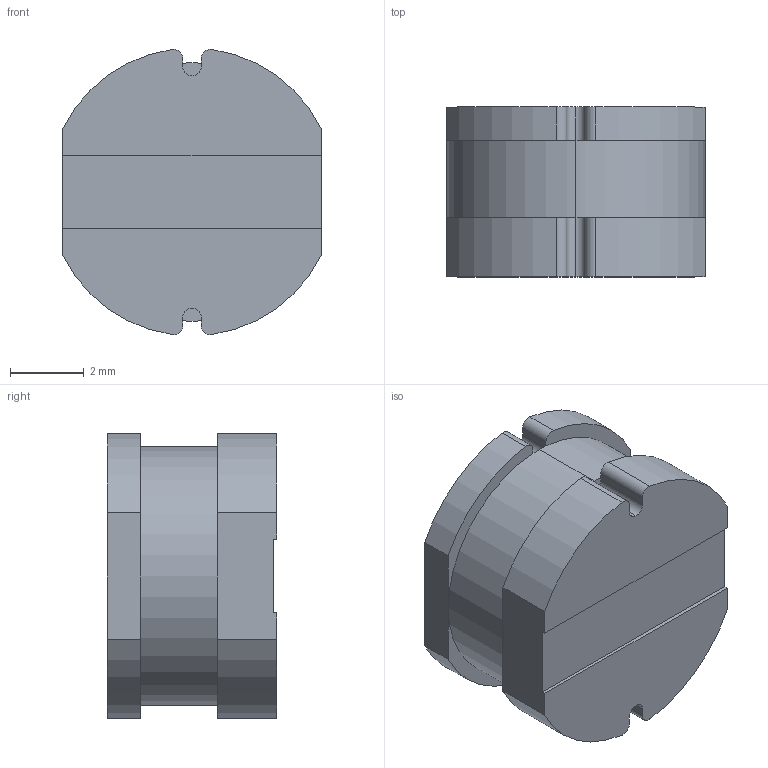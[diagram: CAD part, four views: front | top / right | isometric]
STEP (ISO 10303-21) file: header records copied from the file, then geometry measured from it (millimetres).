
FILE_DESCRIPTION (( 'STEP AP214' ), '1' );
FILE_NAME ('Inductor CD75.STEP', '2024-11-14T09:38:31', ( '' ), ( '' ), 'SwSTEP 2.0', 'SolidWorks 2021', '' );
FILE_SCHEMA (( 'AUTOMOTIVE_DESIGN' ));
Length unit declared in the file: millimetre
Products named in the file (1): Inductor CD75
Bounding box: 7 x 4.6 x 7.73 mm (x, y, z)
Volume: 192.3 mm3; surface area: 218.2 mm2
Topology: 1 solids, 1 shells, 152 faces, 423 edges, 278 vertices
Faces by surface type: plane 97, cylinder 28, bspline 27
Entity records: 7059 total; most frequent: CARTESIAN_POINT 1577, ORIENTED_EDGE 846, DIRECTION 689, EDGE_CURVE 423, LINE 301, VECTOR 301, VERTEX_POINT 278, AXIS2_PLACEMENT_3D 194
